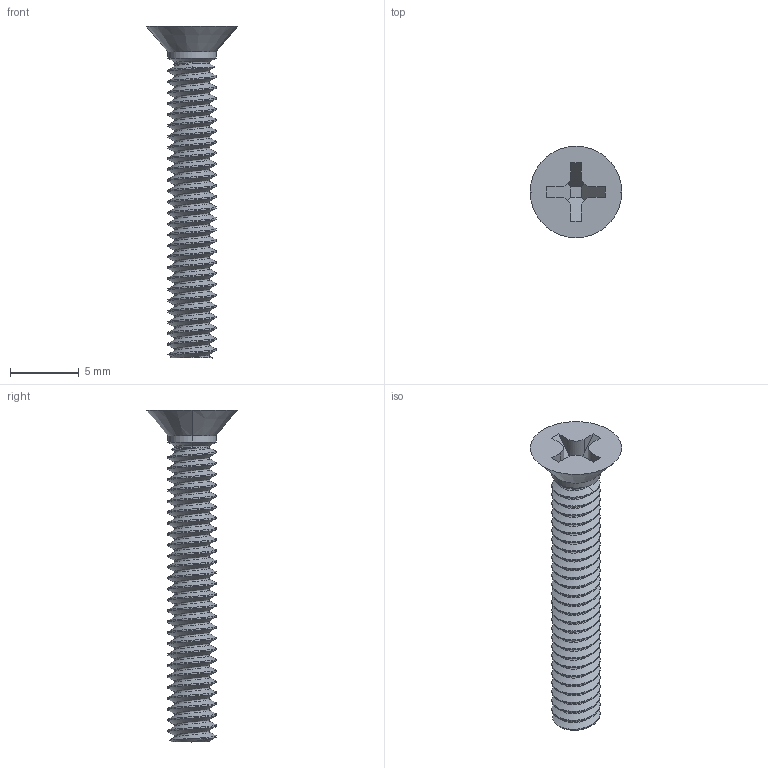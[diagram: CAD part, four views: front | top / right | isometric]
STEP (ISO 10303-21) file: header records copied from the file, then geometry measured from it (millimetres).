
FILE_DESCRIPTION (( 'STEP AP214' ), '1' );
FILE_NAME ('B000FN1XVC.3D.STP', '2013-07-11T11:33:14', ( '' ), ( '' ), 'SwSTEP 2.0', 'SolidWorks 2012', '' );
FILE_SCHEMA (( 'AUTOMOTIVE_DESIGN' ));
Length unit declared in the file: inch
Products named in the file (1): B000FN1XVC.3D
Bounding box: 6.65 x 6.65 x 24.1 mm (x, y, z)
Volume: 190.1 mm3; surface area: 452.9 mm2
Topology: 1 solids, 1 shells, 87 faces, 244 edges, 160 vertices
Faces by surface type: cylinder 59, plane 15, cone 8, bspline 5
Entity records: 8573 total; most frequent: CARTESIAN_POINT 6655, ORIENTED_EDGE 488, DIRECTION 307, EDGE_CURVE 244, VERTEX_POINT 160, AXIS2_PLACEMENT_3D 105, VECTOR 97, LINE 97
